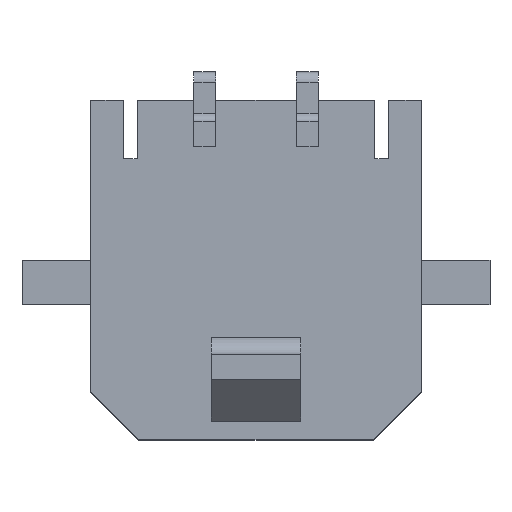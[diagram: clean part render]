
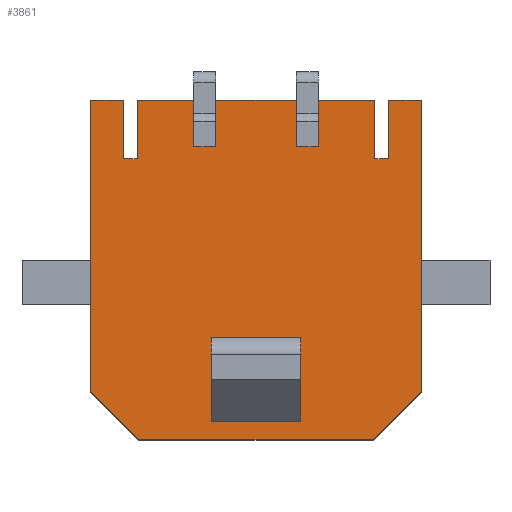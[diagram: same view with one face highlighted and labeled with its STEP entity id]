
A CAD part, top view. The second image highlights one B-rep face of the part: STEP entity #3861.
In plain terms, the highlighted planar face has unit normal (0, 0, 1).
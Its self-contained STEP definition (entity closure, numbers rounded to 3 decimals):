
#756 = VERTEX_POINT('',#757);
#757 = CARTESIAN_POINT('',(3.865,2.83,4.47));
#861 = VERTEX_POINT('',#862);
#862 = CARTESIAN_POINT('',(3.865,4.53,4.47));
#868 = EDGE_CURVE('',#861,#756,#869,.T.);
#869 = LINE('',#870,#871);
#870 = CARTESIAN_POINT('',(3.865,4.53,4.47));
#871 = VECTOR('',#872,1.);
#872 = DIRECTION('',(0.,-1.,0.));
#891 = EDGE_CURVE('',#892,#756,#894,.T.);
#892 = VERTEX_POINT('',#893);
#893 = CARTESIAN_POINT('',(3.465,2.83,4.47));
#894 = LINE('',#895,#896);
#895 = CARTESIAN_POINT('',(3.465,2.83,4.47));
#896 = VECTOR('',#897,1.);
#897 = DIRECTION('',(1.,0.,0.));
#1535 = VERTEX_POINT('',#1536);
#1536 = CARTESIAN_POINT('',(-3.425,-5.37,4.47));
#1542 = EDGE_CURVE('',#1535,#1543,#1545,.T.);
#1543 = VERTEX_POINT('',#1544);
#1544 = CARTESIAN_POINT('',(3.425,-5.37,4.47));
#1545 = LINE('',#1546,#1547);
#1546 = CARTESIAN_POINT('',(-3.425,-5.37,4.47));
#1547 = VECTOR('',#1548,1.);
#1548 = DIRECTION('',(1.,0.,0.));
#2656 = VERTEX_POINT('',#2657);
#2657 = CARTESIAN_POINT('',(4.825,-3.97,4.47));
#2663 = EDGE_CURVE('',#2664,#2656,#2666,.T.);
#2664 = VERTEX_POINT('',#2665);
#2665 = CARTESIAN_POINT('',(4.825,4.53,4.47));
#2666 = LINE('',#2667,#2668);
#2667 = CARTESIAN_POINT('',(4.825,4.53,4.47));
#2668 = VECTOR('',#2669,1.);
#2669 = DIRECTION('',(0.,-1.,0.));
#2806 = EDGE_CURVE('',#1543,#2656,#2807,.T.);
#2807 = LINE('',#2808,#2809);
#2808 = CARTESIAN_POINT('',(3.425,-5.37,4.47));
#2809 = VECTOR('',#2810,1.);
#2810 = DIRECTION('',(0.707,0.707,0.
    ));
#3065 = VERTEX_POINT('',#3066);
#3066 = CARTESIAN_POINT('',(-4.825,4.53,4.47));
#3072 = EDGE_CURVE('',#3065,#3073,#3075,.T.);
#3073 = VERTEX_POINT('',#3074);
#3074 = CARTESIAN_POINT('',(-4.825,-3.97,4.47));
#3075 = LINE('',#3076,#3077);
#3076 = CARTESIAN_POINT('',(-4.825,4.53,4.47));
#3077 = VECTOR('',#3078,1.);
#3078 = DIRECTION('',(0.,-1.,0.));
#3151 = VERTEX_POINT('',#3152);
#3152 = CARTESIAN_POINT('',(-3.865,2.83,4.47));
#3158 = EDGE_CURVE('',#3159,#3151,#3161,.T.);
#3159 = VERTEX_POINT('',#3160);
#3160 = CARTESIAN_POINT('',(-3.865,4.53,4.47));
#3161 = LINE('',#3162,#3163);
#3162 = CARTESIAN_POINT('',(-3.865,4.53,4.47));
#3163 = VECTOR('',#3164,1.);
#3164 = DIRECTION('',(0.,-1.,0.));
#3231 = VERTEX_POINT('',#3232);
#3232 = CARTESIAN_POINT('',(-3.465,2.83,4.47));
#3238 = EDGE_CURVE('',#3151,#3231,#3239,.T.);
#3239 = LINE('',#3240,#3241);
#3240 = CARTESIAN_POINT('',(-3.865,2.83,4.47));
#3241 = VECTOR('',#3242,1.);
#3242 = DIRECTION('',(1.,0.,0.));
#3288 = VERTEX_POINT('',#3289);
#3289 = CARTESIAN_POINT('',(-3.465,4.53,4.47));
#3295 = EDGE_CURVE('',#3288,#3231,#3296,.T.);
#3296 = LINE('',#3297,#3298);
#3297 = CARTESIAN_POINT('',(-3.465,4.53,4.47));
#3298 = VECTOR('',#3299,1.);
#3299 = DIRECTION('',(0.,-1.,0.));
#3547 = VERTEX_POINT('',#3548);
#3548 = CARTESIAN_POINT('',(-1.18,4.53,4.47));
#3554 = EDGE_CURVE('',#3547,#3555,#3557,.T.);
#3555 = VERTEX_POINT('',#3556);
#3556 = CARTESIAN_POINT('',(-1.18,3.18,4.47));
#3557 = LINE('',#3558,#3559);
#3558 = CARTESIAN_POINT('',(-1.18,4.53,4.47));
#3559 = VECTOR('',#3560,1.);
#3560 = DIRECTION('',(0.,-1.,0.));
#3705 = VERTEX_POINT('',#3706);
#3706 = CARTESIAN_POINT('',(-1.82,3.18,4.47));
#3712 = EDGE_CURVE('',#3713,#3705,#3715,.T.);
#3713 = VERTEX_POINT('',#3714);
#3714 = CARTESIAN_POINT('',(-1.82,4.53,4.47));
#3715 = LINE('',#3716,#3717);
#3716 = CARTESIAN_POINT('',(-1.82,4.53,4.47));
#3717 = VECTOR('',#3718,1.);
#3718 = DIRECTION('',(0.,-1.,0.));
#3828 = EDGE_CURVE('',#3705,#3555,#3829,.T.);
#3829 = LINE('',#3830,#3831);
#3830 = CARTESIAN_POINT('',(-1.82,3.18,4.47));
#3831 = VECTOR('',#3832,1.);
#3832 = DIRECTION('',(1.,0.,0.));
#3861 = ADVANCED_FACE('',(#3862),#3946,.T.);
#3862 = FACE_BOUND('',#3863,.F.);
#3863 = EDGE_LOOP('',(#3864,#3865,#3866,#3867,#3875,#3883,#3891,#3899,
    #3907,#3913,#3914,#3915,#3921,#3922,#3923,#3924,#3930,#3931,#3937,
    #3938,#3939,#3940));
#3864 = ORIENTED_EDGE('',*,*,#3712,.T.);
#3865 = ORIENTED_EDGE('',*,*,#3828,.T.);
#3866 = ORIENTED_EDGE('',*,*,#3554,.F.);
#3867 = ORIENTED_EDGE('',*,*,#3868,.T.);
#3868 = EDGE_CURVE('',#3547,#3869,#3871,.T.);
#3869 = VERTEX_POINT('',#3870);
#3870 = CARTESIAN_POINT('',(1.18,4.53,4.47));
#3871 = LINE('',#3872,#3873);
#3872 = CARTESIAN_POINT('',(-1.18,4.53,4.47));
#3873 = VECTOR('',#3874,1.);
#3874 = DIRECTION('',(1.,0.,0.));
#3875 = ORIENTED_EDGE('',*,*,#3876,.T.);
#3876 = EDGE_CURVE('',#3869,#3877,#3879,.T.);
#3877 = VERTEX_POINT('',#3878);
#3878 = CARTESIAN_POINT('',(1.18,3.18,4.47));
#3879 = LINE('',#3880,#3881);
#3880 = CARTESIAN_POINT('',(1.18,4.53,4.47));
#3881 = VECTOR('',#3882,1.);
#3882 = DIRECTION('',(0.,-1.,0.));
#3883 = ORIENTED_EDGE('',*,*,#3884,.T.);
#3884 = EDGE_CURVE('',#3877,#3885,#3887,.T.);
#3885 = VERTEX_POINT('',#3886);
#3886 = CARTESIAN_POINT('',(1.82,3.18,4.47));
#3887 = LINE('',#3888,#3889);
#3888 = CARTESIAN_POINT('',(1.18,3.18,4.47));
#3889 = VECTOR('',#3890,1.);
#3890 = DIRECTION('',(1.,0.,0.));
#3891 = ORIENTED_EDGE('',*,*,#3892,.F.);
#3892 = EDGE_CURVE('',#3893,#3885,#3895,.T.);
#3893 = VERTEX_POINT('',#3894);
#3894 = CARTESIAN_POINT('',(1.82,4.53,4.47));
#3895 = LINE('',#3896,#3897);
#3896 = CARTESIAN_POINT('',(1.82,4.53,4.47));
#3897 = VECTOR('',#3898,1.);
#3898 = DIRECTION('',(0.,-1.,0.));
#3899 = ORIENTED_EDGE('',*,*,#3900,.T.);
#3900 = EDGE_CURVE('',#3893,#3901,#3903,.T.);
#3901 = VERTEX_POINT('',#3902);
#3902 = CARTESIAN_POINT('',(3.465,4.53,4.47));
#3903 = LINE('',#3904,#3905);
#3904 = CARTESIAN_POINT('',(1.82,4.53,4.47));
#3905 = VECTOR('',#3906,1.);
#3906 = DIRECTION('',(1.,0.,0.));
#3907 = ORIENTED_EDGE('',*,*,#3908,.T.);
#3908 = EDGE_CURVE('',#3901,#892,#3909,.T.);
#3909 = LINE('',#3910,#3911);
#3910 = CARTESIAN_POINT('',(3.465,4.53,4.47));
#3911 = VECTOR('',#3912,1.);
#3912 = DIRECTION('',(0.,-1.,0.));
#3913 = ORIENTED_EDGE('',*,*,#891,.T.);
#3914 = ORIENTED_EDGE('',*,*,#868,.F.);
#3915 = ORIENTED_EDGE('',*,*,#3916,.T.);
#3916 = EDGE_CURVE('',#861,#2664,#3917,.T.);
#3917 = LINE('',#3918,#3919);
#3918 = CARTESIAN_POINT('',(3.865,4.53,4.47));
#3919 = VECTOR('',#3920,1.);
#3920 = DIRECTION('',(1.,0.,0.));
#3921 = ORIENTED_EDGE('',*,*,#2663,.T.);
#3922 = ORIENTED_EDGE('',*,*,#2806,.F.);
#3923 = ORIENTED_EDGE('',*,*,#1542,.F.);
#3924 = ORIENTED_EDGE('',*,*,#3925,.F.);
#3925 = EDGE_CURVE('',#3073,#1535,#3926,.T.);
#3926 = LINE('',#3927,#3928);
#3927 = CARTESIAN_POINT('',(-4.825,-3.97,4.47));
#3928 = VECTOR('',#3929,1.);
#3929 = DIRECTION('',(0.707,-0.707,0.
    ));
#3930 = ORIENTED_EDGE('',*,*,#3072,.F.);
#3931 = ORIENTED_EDGE('',*,*,#3932,.T.);
#3932 = EDGE_CURVE('',#3065,#3159,#3933,.T.);
#3933 = LINE('',#3934,#3935);
#3934 = CARTESIAN_POINT('',(-4.825,4.53,4.47));
#3935 = VECTOR('',#3936,1.);
#3936 = DIRECTION('',(1.,0.,0.));
#3937 = ORIENTED_EDGE('',*,*,#3158,.T.);
#3938 = ORIENTED_EDGE('',*,*,#3238,.T.);
#3939 = ORIENTED_EDGE('',*,*,#3295,.F.);
#3940 = ORIENTED_EDGE('',*,*,#3941,.T.);
#3941 = EDGE_CURVE('',#3288,#3713,#3942,.T.);
#3942 = LINE('',#3943,#3944);
#3943 = CARTESIAN_POINT('',(-3.465,4.53,4.47));
#3944 = VECTOR('',#3945,1.);
#3945 = DIRECTION('',(1.,0.,0.));
#3946 = PLANE('',#3947);
#3947 = AXIS2_PLACEMENT_3D('',#3948,#3949,#3950);
#3948 = CARTESIAN_POINT('',(-4.825,4.53,4.47));
#3949 = DIRECTION('',(0.,0.,1.));
#3950 = DIRECTION('',(0.,-1.,0.));
